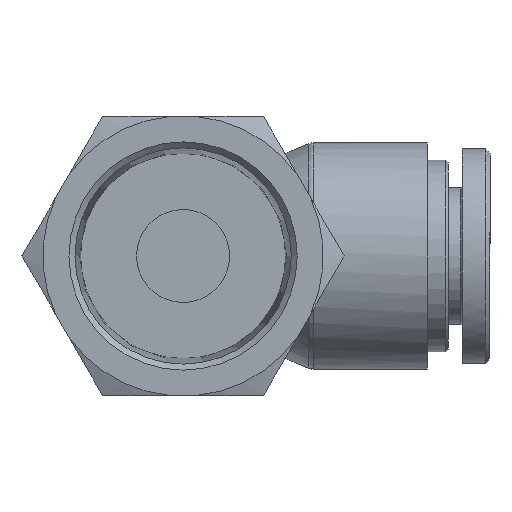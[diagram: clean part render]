
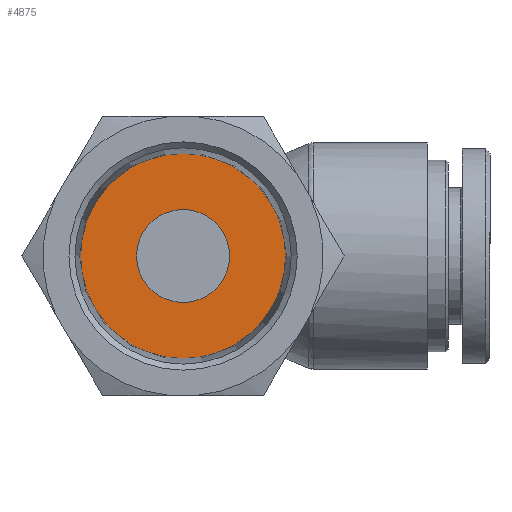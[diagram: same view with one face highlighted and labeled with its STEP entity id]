
A CAD part, front view. The second image highlights one B-rep face of the part: STEP entity #4875.
In plain terms, the highlighted face is planar.
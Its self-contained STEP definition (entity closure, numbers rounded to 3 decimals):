
#4708=CARTESIAN_POINT('',(-17.3,8.815,0.0));
#4709=VERTEX_POINT('',#4708);
#4710=CARTESIAN_POINT('',(-17.3,0.,0.0));
#4711=DIRECTION('',(-1.0,0.0,0.0));
#4712=DIRECTION('',(0.0,1.0,0.0));
#4713=AXIS2_PLACEMENT_3D('',#4710,#4711,#4712);
#4714=CIRCLE('',#4713,8.816);
#4715=EDGE_CURVE('',#4709,#4709,#4714,.T.);
#4852=CARTESIAN_POINT('',(-17.3,4.,0.0));
#4853=VERTEX_POINT('',#4852);
#4854=CARTESIAN_POINT('',(-17.3,0.,0.0));
#4855=DIRECTION('',(-1.0,0.0,0.0));
#4856=DIRECTION('',(0.0,1.0,0.0));
#4857=AXIS2_PLACEMENT_3D('',#4854,#4855,#4856);
#4858=CIRCLE('',#4857,4.);
#4859=EDGE_CURVE('',#4853,#4853,#4858,.T.);
#4864=CARTESIAN_POINT('',(-17.3,6.408,0.0));
#4865=DIRECTION('',(1.0,0.0,0.0));
#4866=DIRECTION('',(0.0,0.0,-1.0));
#4867=AXIS2_PLACEMENT_3D('',#4864,#4865,#4866);
#4868=PLANE('',#4867);
#4869=ORIENTED_EDGE('',*,*,#4715,.T.);
#4870=EDGE_LOOP('',(#4869));
#4871=FACE_OUTER_BOUND('',#4870,.T.);
#4872=ORIENTED_EDGE('',*,*,#4859,.F.);
#4873=EDGE_LOOP('',(#4872));
#4874=FACE_BOUND('',#4873,.T.);
#4875=ADVANCED_FACE('',(#4871,#4874),#4868,.F.);
